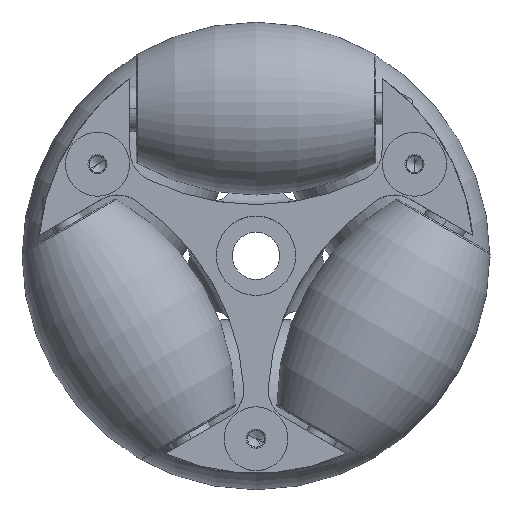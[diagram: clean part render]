
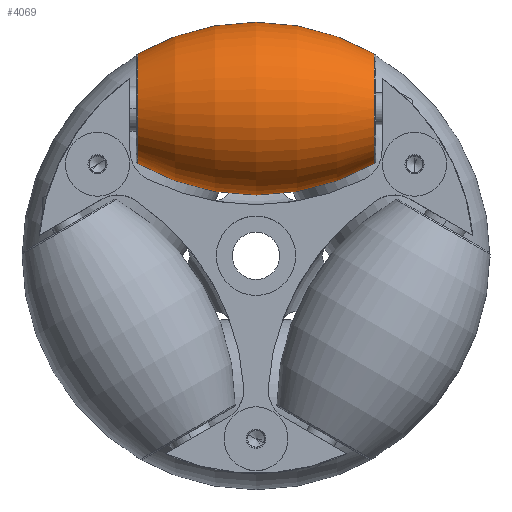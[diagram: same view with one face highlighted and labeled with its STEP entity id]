
A CAD part, top view. The second image highlights one B-rep face of the part: STEP entity #4069.
In plain terms, the highlighted toroidal (fillet/blend) face has major radius 11.75 mm and minor radius 18.5 mm.
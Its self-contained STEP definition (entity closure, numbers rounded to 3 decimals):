
#1665 = EDGE_LOOP ( 'NONE', ( #1864, #5528, #5968, #2164 ) ) ;
#1673 = FACE_OUTER_BOUND ( 'NONE', #1665, .T. ) ;
#1826 = CARTESIAN_POINT ( 'NONE',  ( 9.25, 4.271, 0. ) ) ;
#1864 = ORIENTED_EDGE ( 'NONE', *, *, #2565, .T. ) ;
#2064 = AXIS2_PLACEMENT_3D ( 'NONE', #4813, #9952, #6552 ) ;
#2164 = ORIENTED_EDGE ( 'NONE', *, *, #2467, .F. ) ;
#2303 = DIRECTION ( 'NONE',  ( 0., 0., -1. ) ) ;
#2467 = EDGE_CURVE ( 'NONE', #4278, #4559, #2602, .T. ) ;
#2565 = EDGE_CURVE ( 'NONE', #4278, #4460, #8468, .T. ) ;
#2602 = CIRCLE ( 'NONE', #4398, 18.5 ) ;
#3281 = CARTESIAN_POINT ( 'NONE',  ( 9.25, -4.271, 0. ) ) ;
#3789 = CARTESIAN_POINT ( 'NONE',  ( -9.25, 0., 0. ) ) ;
#3987 = TOROIDAL_SURFACE ( 'NONE', #2064, -11.75, 18.5 ) ;
#4069 = ADVANCED_FACE ( 'NONE', ( #1673 ), #3987, .T. ) ;
#4168 = CARTESIAN_POINT ( 'NONE',  ( 9.25, 0., 0. ) ) ;
#4278 = VERTEX_POINT ( 'NONE', #3281 ) ;
#4398 = AXIS2_PLACEMENT_3D ( 'NONE', #7520, #2303, #8384 ) ;
#4460 = VERTEX_POINT ( 'NONE', #1826 ) ;
#4559 = VERTEX_POINT ( 'NONE', #7193 ) ;
#4682 = DIRECTION ( 'NONE',  ( 0., 1., 0. ) ) ;
#4813 = CARTESIAN_POINT ( 'NONE',  ( 0., 0., 0. ) ) ;
#5049 = DIRECTION ( 'NONE',  ( 0., -1., 0. ) ) ;
#5104 = DIRECTION ( 'NONE',  ( 0., 0., 1. ) ) ;
#5155 = EDGE_CURVE ( 'NONE', #10273, #4559, #7494, .T. ) ;
#5528 = ORIENTED_EDGE ( 'NONE', *, *, #7411, .T. ) ;
#5968 = ORIENTED_EDGE ( 'NONE', *, *, #5155, .T. ) ;
#6475 = AXIS2_PLACEMENT_3D ( 'NONE', #10285, #5104, #11137 ) ;
#6552 = DIRECTION ( 'NONE',  ( 0., -1., 0. ) ) ;
#7193 = CARTESIAN_POINT ( 'NONE',  ( -9.25, -4.271, 0. ) ) ;
#7411 = EDGE_CURVE ( 'NONE', #4460, #10273, #10730, .T. ) ;
#7494 = CIRCLE ( 'NONE', #8544, 4.271 ) ;
#7520 = CARTESIAN_POINT ( 'NONE',  ( 0., 11.75, 0. ) ) ;
#7834 = CARTESIAN_POINT ( 'NONE',  ( -9.25, 4.271, 0. ) ) ;
#8384 = DIRECTION ( 'NONE',  ( -1., 0., 0. ) ) ;
#8468 = CIRCLE ( 'NONE', #10196, 4.271 ) ;
#8544 = AXIS2_PLACEMENT_3D ( 'NONE', #3789, #9860, #4682 ) ;
#9860 = DIRECTION ( 'NONE',  ( 1., 0., 0. ) ) ;
#9952 = DIRECTION ( 'NONE',  ( -1., 0., 0. ) ) ;
#10196 = AXIS2_PLACEMENT_3D ( 'NONE', #4168, #10220, #5049 ) ;
#10220 = DIRECTION ( 'NONE',  ( -1., 0., 0. ) ) ;
#10273 = VERTEX_POINT ( 'NONE', #7834 ) ;
#10285 = CARTESIAN_POINT ( 'NONE',  ( 0., -11.75, 0. ) ) ;
#10730 = CIRCLE ( 'NONE', #6475, 18.5 ) ;
#11137 = DIRECTION ( 'NONE',  ( 0., -1., 0. ) ) ;
